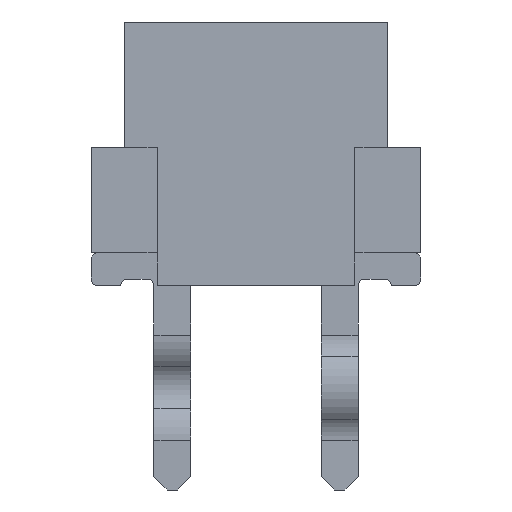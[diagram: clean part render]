
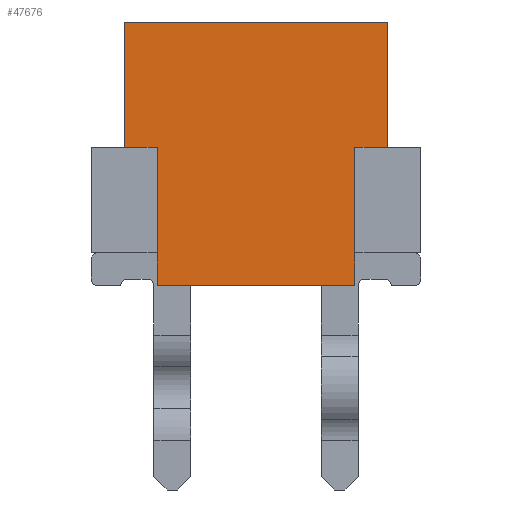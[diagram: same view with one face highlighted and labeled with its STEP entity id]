
A CAD part, front view. The second image highlights one B-rep face of the part: STEP entity #47676.
In plain terms, the highlighted face is planar.
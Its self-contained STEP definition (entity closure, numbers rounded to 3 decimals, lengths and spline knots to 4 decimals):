
#981=PLANE('',#50411);
#4530=LINE('',#68685,#8722);
#4654=LINE('',#68935,#8846);
#4777=LINE('',#69170,#8969);
#4784=LINE('',#69184,#8976);
#4788=LINE('',#69192,#8980);
#4790=LINE('',#69195,#8982);
#4791=LINE('',#69197,#8983);
#4792=LINE('',#69198,#8984);
#4793=LINE('',#69200,#8985);
#4794=LINE('',#69202,#8986);
#8722=VECTOR('',#58409,1000.);
#8846=VECTOR('',#58597,1000.);
#8969=VECTOR('',#58754,1000.);
#8976=VECTOR('',#58767,1000.);
#8980=VECTOR('',#58773,1000.);
#8982=VECTOR('',#58777,1000.);
#8983=VECTOR('',#58780,1000.);
#8984=VECTOR('',#58781,1000.);
#8985=VECTOR('',#58782,1000.);
#8986=VECTOR('',#58783,1000.);
#17459=ORIENTED_EDGE('',*,*,#24326,.F.);
#17460=ORIENTED_EDGE('',*,*,#24463,.F.);
#17461=ORIENTED_EDGE('',*,*,#24462,.F.);
#17462=ORIENTED_EDGE('',*,*,#24449,.F.);
#17463=ORIENTED_EDGE('',*,*,#24464,.F.);
#17464=ORIENTED_EDGE('',*,*,#24465,.F.);
#17465=ORIENTED_EDGE('',*,*,#24466,.F.);
#17466=ORIENTED_EDGE('',*,*,#24456,.F.);
#17467=ORIENTED_EDGE('',*,*,#24460,.F.);
#17468=ORIENTED_EDGE('',*,*,#24200,.F.);
#24200=EDGE_CURVE('',#27975,#25461,#4530,.T.);
#24326=EDGE_CURVE('',#28061,#27975,#4654,.T.);
#24449=EDGE_CURVE('',#28156,#28157,#4777,.T.);
#24456=EDGE_CURVE('',#28160,#28161,#4784,.T.);
#24460=EDGE_CURVE('',#25461,#28160,#4788,.T.);
#24462=EDGE_CURVE('',#28157,#25592,#4790,.T.);
#24463=EDGE_CURVE('',#25592,#28061,#4791,.T.);
#24464=EDGE_CURVE('',#28164,#28156,#4792,.T.);
#24465=EDGE_CURVE('',#28165,#28164,#4793,.T.);
#24466=EDGE_CURVE('',#28161,#28165,#4794,.T.);
#25461=VERTEX_POINT('',#60973);
#25592=VERTEX_POINT('',#61367);
#27975=VERTEX_POINT('',#68684);
#28061=VERTEX_POINT('',#68934);
#28156=VERTEX_POINT('',#69169);
#28157=VERTEX_POINT('',#69171);
#28160=VERTEX_POINT('',#69183);
#28161=VERTEX_POINT('',#69185);
#28164=VERTEX_POINT('',#69199);
#28165=VERTEX_POINT('',#69201);
#30865=EDGE_LOOP('',(#17459,#17460,#17461,#17462,#17463,#17464,#17465,#17466,
#17467,#17468));
#32735=FACE_BOUND('',#30865,.T.);
#47676=ADVANCED_FACE('',(#32735),#981,.F.);
#50411=AXIS2_PLACEMENT_3D('',#69196,#58778,#58779);
#58409=DIRECTION('',(0.,0.,1.));
#58597=DIRECTION('',(0.,-1.,0.));
#58754=DIRECTION('',(0.,-1.,0.));
#58767=DIRECTION('',(0.,-1.,0.));
#58773=DIRECTION('',(0.,0.,1.));
#58777=DIRECTION('',(0.,0.,-1.));
#58778=DIRECTION('',(-1.,0.,0.));
#58779=DIRECTION('',(0.,0.,1.));
#58780=DIRECTION('',(0.,0.,-1.));
#58781=DIRECTION('',(0.,0.,-1.));
#58782=DIRECTION('',(0.,1.,0.));
#58783=DIRECTION('',(0.,0.,1.));
#60973=CARTESIAN_POINT('',(14.235,-1.5,-1.6));
#61367=CARTESIAN_POINT('',(14.235,1.5,-1.6));
#68684=CARTESIAN_POINT('',(14.235,-1.5,-2.1));
#68685=CARTESIAN_POINT('',(14.235,-1.5,-2.1));
#68934=CARTESIAN_POINT('',(14.235,1.5,-2.1));
#68935=CARTESIAN_POINT('',(14.235,1.5,-2.1));
#69169=CARTESIAN_POINT('',(14.235,2.,0.));
#69170=CARTESIAN_POINT('',(14.235,2.,0.));
#69171=CARTESIAN_POINT('',(14.235,1.5,0.));
#69183=CARTESIAN_POINT('',(14.235,-1.5,0.));
#69184=CARTESIAN_POINT('',(14.235,-1.5,0.));
#69185=CARTESIAN_POINT('',(14.235,-2.,0.));
#69192=CARTESIAN_POINT('',(14.235,-1.5,-2.1));
#69195=CARTESIAN_POINT('',(14.235,1.5,0.));
#69196=CARTESIAN_POINT('',(14.235,0.,0.));
#69197=CARTESIAN_POINT('',(14.235,1.5,0.));
#69198=CARTESIAN_POINT('',(14.235,2.,1.9));
#69199=CARTESIAN_POINT('',(14.235,2.,1.9));
#69200=CARTESIAN_POINT('',(14.235,-2.,1.9));
#69201=CARTESIAN_POINT('',(14.235,-2.,1.9));
#69202=CARTESIAN_POINT('',(14.235,-2.,0.));
